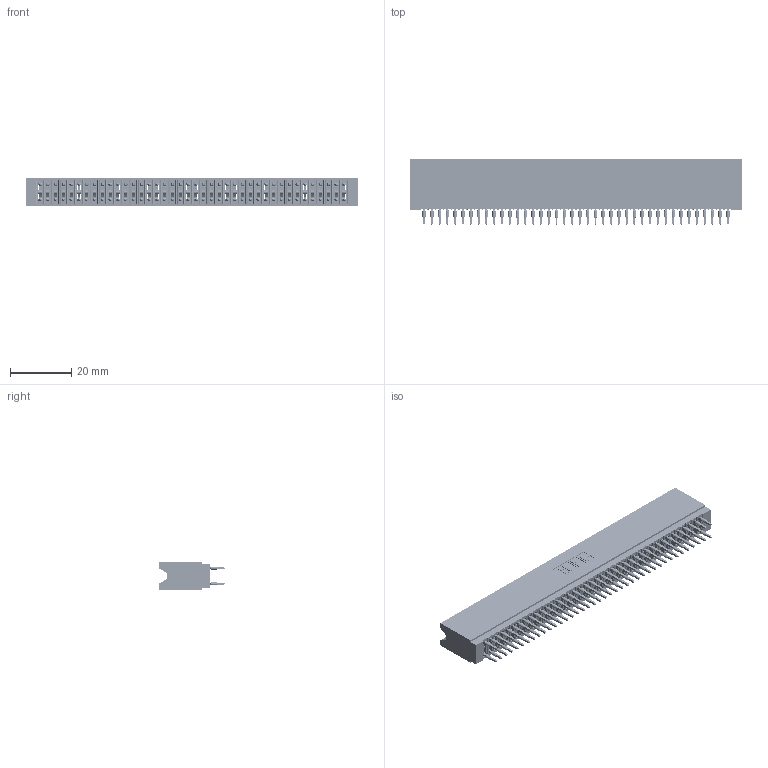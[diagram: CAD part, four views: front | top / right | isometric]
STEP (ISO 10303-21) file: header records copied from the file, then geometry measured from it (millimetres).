
FILE_DESCRIPTION (( 'STEP AP203' ), '1' );
FILE_NAME ('745-080-560-206.STEP', '2026-02-26T21:41:17', ( '' ), ( '' ), 'SwSTEP 2.0', 'SolidWorks 2023', '' );
FILE_SCHEMA (( 'CONFIG_CONTROL_DESIGN' ));
Length unit declared in the file: millimetre
Products named in the file (3): 745-080-560-206; 745 Part_Insulator Option - 06; 745-292-001_560
Assembly tree (81 placements, depth 2):
  745-080-560-206
    745 Part_Insulator Option - 06
    745-292-001_560  x80
Bounding box: 108.2 x 21.22 x 8.89 mm (x, y, z)
Volume: 10030 mm3; surface area: 21633.2 mm2
Topology: 81 solids, 81 shells, 7976 faces, 21820 edges, 13852 vertices
Faces by surface type: plane 4136, cylinder 1760, bspline 1600, torus 480
Entity records: 67957 total; most frequent: CARTESIAN_POINT 12292, ORIENTED_EDGE 11724, DIRECTION 10248, EDGE_CURVE 5862, LINE 5432, VECTOR 5432, VERTEX_POINT 3740, AXIS2_PLACEMENT_3D 2408
